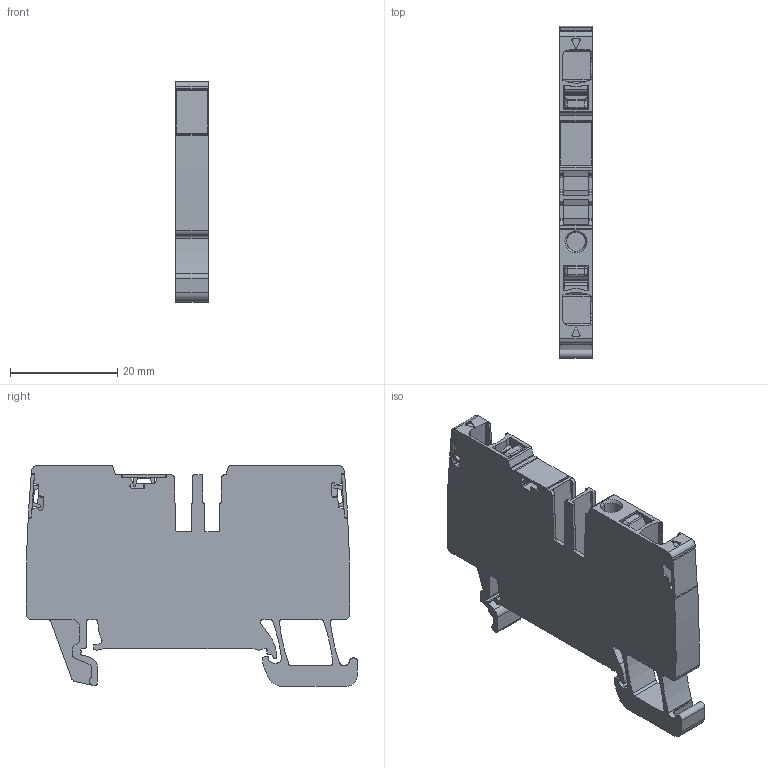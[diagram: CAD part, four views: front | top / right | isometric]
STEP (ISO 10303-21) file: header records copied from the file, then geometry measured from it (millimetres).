
FILE_DESCRIPTION(('CATIA V5R22 STEP214','CAx-IF Rec.Pracs.--- Model Styling and Organization---1.4--- 2014-01-23'),'2;1');
FILE_NAME ('1442568-2_0', '2023-02-10T05:20:26+00:00', ('Weidmueller Interface'), ('Weidmueller'), 'CATIA Version 5-6 Release 2016 SP3 HF44', 'CATIA V5 STEP AP214', 'none');
FILE_SCHEMA(('AUTOMOTIVE_DESIGN { 1 0 10303 214 1 1 1 1 }'));
Length unit declared in the file: millimetre
Products named in the file (1): 2874940000
Bounding box: 6.1 x 61.79 x 41.1 mm (x, y, z)
Volume: 10317.5 mm3; surface area: 7446.2 mm2
Topology: 6 solids, 6 shells, 638 faces, 1790 edges, 1169 vertices
Faces by surface type: plane 315, cylinder 278, bspline 24, torus 15, cone 2, sphere 2, extrusion 2
Entity records: 20708 total; most frequent: CARTESIAN_POINT 5050, ORIENTED_EDGE 3576, DIRECTION 2656, EDGE_CURVE 1788, VERTEX_POINT 1169, VECTOR 1099, LINE 1097, AXIS2_PLACEMENT_3D 1018
